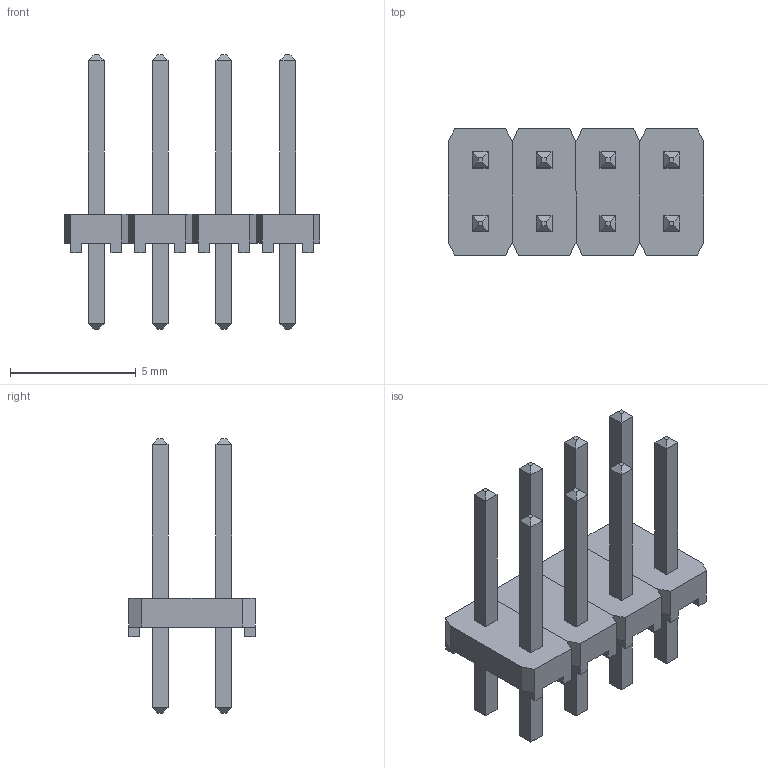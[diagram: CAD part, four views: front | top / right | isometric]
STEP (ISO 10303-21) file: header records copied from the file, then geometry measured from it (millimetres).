
FILE_DESCRIPTION((''),'2;1');
FILE_NAME('SAMTEC_MTLW-104-07-L-D-250.stp','2012-12-13T14:49:16',(''),(''),'Mechanical Desktop 2011','Mechanical Desktop 2011',', , ');
FILE_SCHEMA(('AUTOMOTIVE_DESIGN { 1 2 10303 214 1 1 1 1 }'));
Length unit declared in the file: millimetre
Products named in the file (1): Product
Bounding box: 10.16 x 5.03 x 10.92 mm (x, y, z)
Volume: 89.1 mm3; surface area: 381.1 mm2
Topology: 20 solids, 20 shells, 264 faces, 592 edges, 368 vertices
Faces by surface type: plane 164, bspline 100
Entity records: 7116 total; most frequent: CARTESIAN_POINT 1525, ORIENTED_EDGE 1184, DIRECTION 922, VECTOR 592, LINE 592, EDGE_CURVE 592, VERTEX_POINT 368, EDGE_LOOP 264
